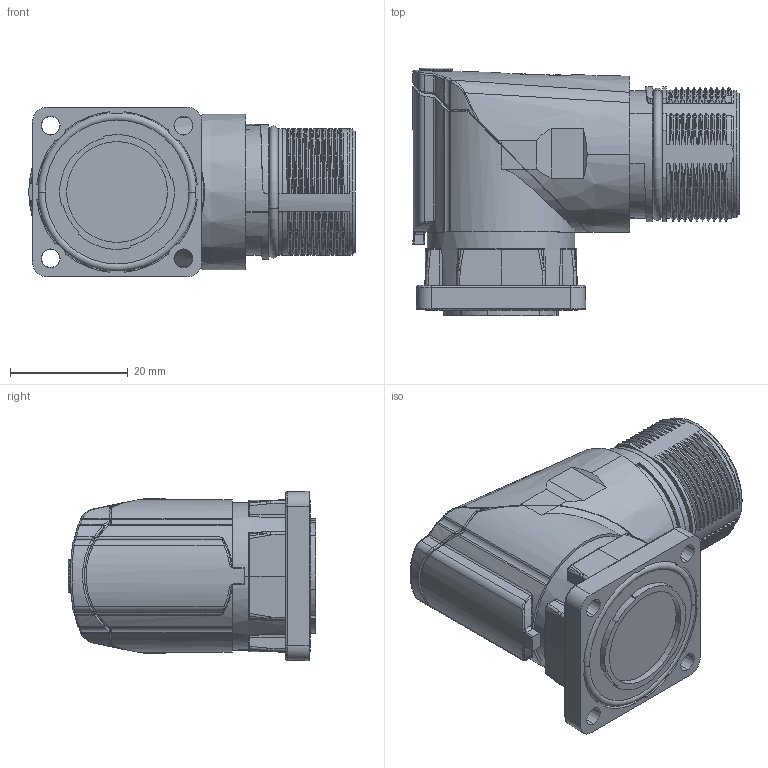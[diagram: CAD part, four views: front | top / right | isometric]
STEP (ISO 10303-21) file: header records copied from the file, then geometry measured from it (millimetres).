
FILE_DESCRIPTION((''),'2;1');
FILE_NAME('HR23_SW0001','2020-12-17T',('tc.chen'),(''),'PRO/ENGINEER BY PARAMETRIC TECHNOLOGY CORPORATION, 2012480','PRO/ENGINEER BY PARAMETRIC TECHNOLOGY CORPORATION, 2012480','');
FILE_SCHEMA(('AUTOMOTIVE_DESIGN { 1 0 10303 214 1 1 1 1 }'));
Length unit declared in the file: millimetre
Products named in the file (1): HR23_SW0001
Bounding box: 55.5 x 42.15 x 28.8 mm (x, y, z)
Volume: 33173.1 mm3; surface area: 9367.4 mm2
Topology: 1 solids, 1 shells, 813 faces, 2252 edges, 1450 vertices
Faces by surface type: bspline 348, cylinder 195, plane 178, cone 67, torus 24, sphere 1
Entity records: 53333 total; most frequent: CARTESIAN_POINT 22595, ORIENTED_EDGE 4504, PRESENTATION_STYLE_ASSIGNMENT 3066, STYLED_ITEM 2641, DIRECTION 2456, CURVE_STYLE 2252, EDGE_CURVE 2252, VERTEX_POINT 1450
